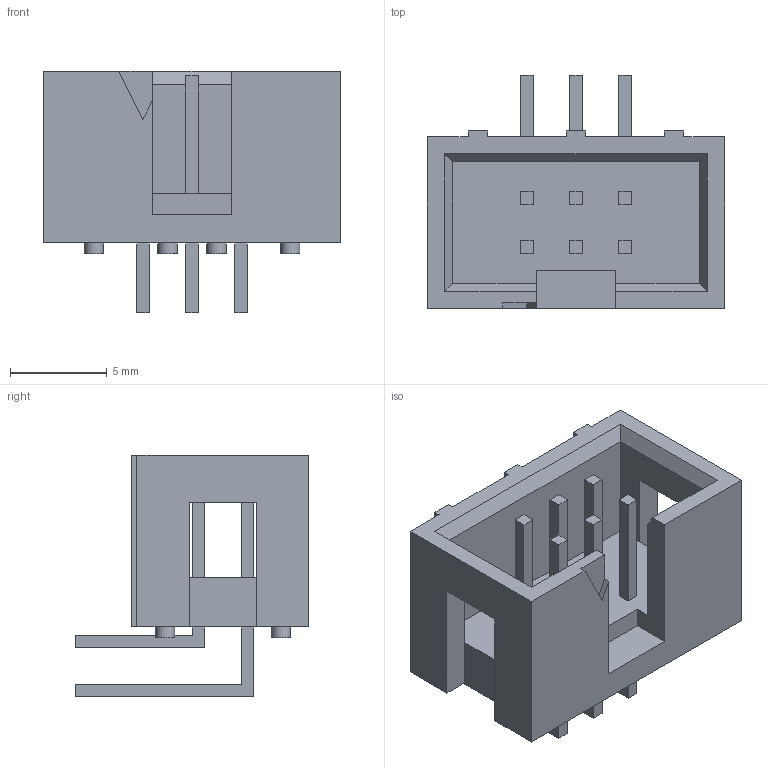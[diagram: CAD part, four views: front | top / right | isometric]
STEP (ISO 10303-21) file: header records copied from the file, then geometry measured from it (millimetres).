
FILE_DESCRIPTION(/* description */ (''),/* implementation_level */ '2;1');
FILE_NAME(/* name */ '100081320ugm000_b.stp',/* time_stamp */ '2016-03-11T14:52:51+01:00',/* author */ (''),/* organization */ (''),/* preprocessor_version */ 'ST-DEVELOPER v16',/* originating_system */ 'SIEMENS PLM Software NX 10.0',/* authorisation */ '');
FILE_SCHEMA (('AUTOMOTIVE_DESIGN { 1 0 10303 214 3 1 1 1 }'));
Length unit declared in the file: millimetre
Products named in the file (1): 100081320ugm000_b
Bounding box: 15.4 x 12.1 x 12.52 mm (x, y, z)
Volume: 650.6 mm3; surface area: 1157.9 mm2
Topology: 1 solids, 1 shells, 128 faces, 328 edges, 216 vertices
Faces by surface type: plane 122, cylinder 6
Full cylindrical faces by diameter (mm): 1 x6
Entity records: 4203 total; most frequent: CARTESIAN_POINT 667, ORIENTED_EDGE 644, DIRECTION 592, EDGE_CURVE 322, LINE 310, VECTOR 310, VERTEX_POINT 216, EDGE_LOOP 152
